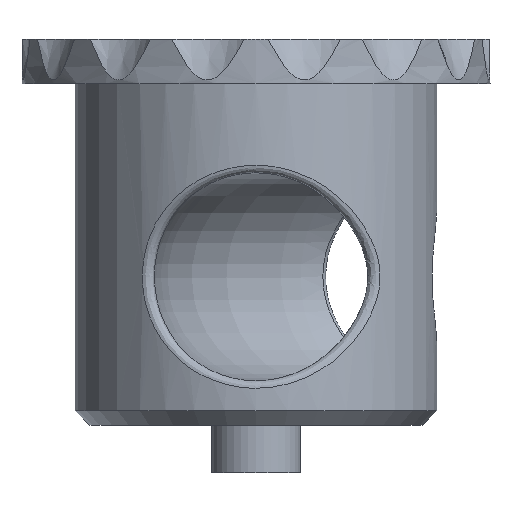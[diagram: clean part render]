
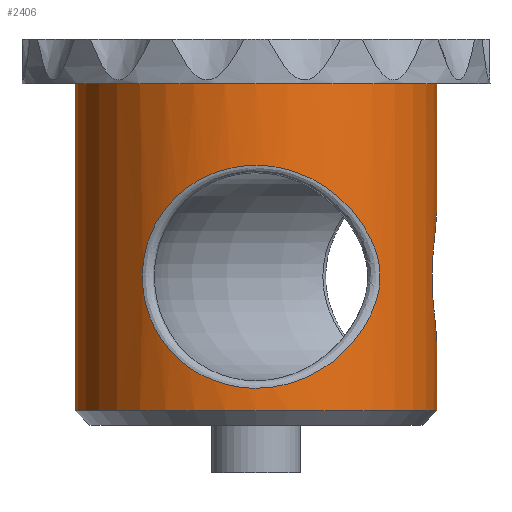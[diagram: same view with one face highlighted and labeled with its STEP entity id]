
A CAD part, left-side view. The second image highlights one B-rep face of the part: STEP entity #2406.
In plain terms, the highlighted cylindrical face has radius 12.175 mm (diameter 24.35 mm), a full revolution.
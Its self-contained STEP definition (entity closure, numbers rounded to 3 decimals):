
#15=FACE_BOUND('',#395,.T.);
#25=CYLINDRICAL_SURFACE('',#2492,12.175);
#32=CIRCLE('',#2490,12.175);
#33=CIRCLE('',#2491,12.175);
#34=CIRCLE('',#2493,12.175);
#35=CIRCLE('',#2494,12.175);
#263=FACE_OUTER_BOUND('',#394,.T.);
#394=EDGE_LOOP('',(#1970,#1971,#1972,#1973,#1974,#1975,#1976,#1977,#1978,
#1979,#1980));
#395=EDGE_LOOP('',(#1981));
#566=LINE('',#4846,#721);
#567=LINE('',#4867,#722);
#721=VECTOR('',#2766,12.175);
#722=VECTOR('',#2767,12.175);
#890=B_SPLINE_CURVE_WITH_KNOTS('',3,(#4848,#4849,#4850,#4851,#4852,#4853,
#4854,#4855,#4856,#4857,#4858,#4859,#4860,#4861),.UNSPECIFIED.,.F.,.F.,
(4,1,1,1,1,1,1,1,1,1,1,4),(-6.825,-6.503,-6.26,
-6.18,-5.857,-5.695,-5.534,
-5.372,-5.211,-4.888,-4.673,-4.518),
 .UNSPECIFIED.);
#891=B_SPLINE_CURVE_WITH_KNOTS('',3,(#4863,#4864,#4865,#4866),
 .UNSPECIFIED.,.F.,.F.,(4,4),(-2.305,-2.305),
 .UNSPECIFIED.);
#892=B_SPLINE_CURVE_WITH_KNOTS('',3,(#4868,#4869,#4870,#4871,#4872,#4873,
#4874,#4875,#4876,#4877,#4878,#4879),.UNSPECIFIED.,.F.,.F.,(4,1,1,1,1,1,
1,1,1,4),(-4.518,-4.457,-4.242,-4.027,
-3.596,-3.435,-3.273,-2.95,
-2.628,-2.305),.UNSPECIFIED.);
#893=B_SPLINE_CURVE_WITH_KNOTS('',3,(#4881,#4882,#4883,#4884,#4885,#4886,
#4887,#4888,#4889,#4890,#4891,#4892,#4893,#4894,#4895,#4896,#4897,#4898,
#4899,#4900,#4901,#4902),.UNSPECIFIED.,.T.,.F.,(4,1,1,1,1,1,1,1,1,1,1,1,
1,1,1,1,1,1,1,4),(-6.825,-6.503,-6.26,
-6.18,-5.857,-5.695,-5.534,-5.372,
-5.211,-4.888,-4.673,-4.457,
-4.242,-4.027,-3.596,-3.435,
-3.273,-2.95,-2.628,-2.305),
 .UNSPECIFIED.);
#1088=VERTEX_POINT('',#4835);
#1089=VERTEX_POINT('',#4837);
#1090=VERTEX_POINT('',#4841);
#1091=VERTEX_POINT('',#4842);
#1092=VERTEX_POINT('',#4845);
#1093=VERTEX_POINT('',#4847);
#1094=VERTEX_POINT('',#4862);
#1095=VERTEX_POINT('',#4880);
#1424=EDGE_CURVE('',#1088,#1089,#32,.T.);
#1425=EDGE_CURVE('',#1089,#1088,#33,.T.);
#1426=EDGE_CURVE('',#1090,#1091,#34,.T.);
#1427=EDGE_CURVE('',#1091,#1090,#35,.T.);
#1428=EDGE_CURVE('',#1091,#1092,#566,.T.);
#1429=EDGE_CURVE('',#1093,#1092,#890,.T.);
#1430=EDGE_CURVE('',#1094,#1093,#891,.T.);
#1431=EDGE_CURVE('',#1094,#1089,#567,.T.);
#1432=EDGE_CURVE('',#1092,#1094,#892,.T.);
#1433=EDGE_CURVE('',#1095,#1095,#893,.T.);
#1970=ORIENTED_EDGE('',*,*,#1426,.F.);
#1971=ORIENTED_EDGE('',*,*,#1427,.F.);
#1972=ORIENTED_EDGE('',*,*,#1428,.T.);
#1973=ORIENTED_EDGE('',*,*,#1429,.F.);
#1974=ORIENTED_EDGE('',*,*,#1430,.F.);
#1975=ORIENTED_EDGE('',*,*,#1431,.T.);
#1976=ORIENTED_EDGE('',*,*,#1424,.F.);
#1977=ORIENTED_EDGE('',*,*,#1425,.F.);
#1978=ORIENTED_EDGE('',*,*,#1431,.F.);
#1979=ORIENTED_EDGE('',*,*,#1432,.F.);
#1980=ORIENTED_EDGE('',*,*,#1428,.F.);
#1981=ORIENTED_EDGE('',*,*,#1433,.F.);
#2406=ADVANCED_FACE('',(#263,#15),#25,.T.);
#2490=AXIS2_PLACEMENT_3D('',#4838,#2756,#2757);
#2491=AXIS2_PLACEMENT_3D('',#4839,#2758,#2759);
#2492=AXIS2_PLACEMENT_3D('',#4840,#2760,#2761);
#2493=AXIS2_PLACEMENT_3D('',#4843,#2762,#2763);
#2494=AXIS2_PLACEMENT_3D('',#4844,#2764,#2765);
#2756=DIRECTION('center_axis',(0.,0.,-1.));
#2757=DIRECTION('ref_axis',(-1.,0.,0.));
#2758=DIRECTION('center_axis',(0.,0.,-1.));
#2759=DIRECTION('ref_axis',(-1.,0.,0.));
#2760=DIRECTION('center_axis',(0.,0.,1.));
#2761=DIRECTION('ref_axis',(1.,0.,0.));
#2762=DIRECTION('center_axis',(0.,0.,1.));
#2763=DIRECTION('ref_axis',(1.,0.,0.));
#2764=DIRECTION('center_axis',(0.,0.,1.));
#2765=DIRECTION('ref_axis',(1.,0.,0.));
#2766=DIRECTION('',(0.,0.,-1.));
#2767=DIRECTION('',(0.,0.,-1.));
#4835=CARTESIAN_POINT('',(12.175,0.,-9.));
#4837=CARTESIAN_POINT('',(-12.175,0.,-9.));
#4838=CARTESIAN_POINT('Origin',(0.,0.,-9.));
#4839=CARTESIAN_POINT('Origin',(0.,0.,-9.));
#4840=CARTESIAN_POINT('Origin',(0.,0.,0.));
#4841=CARTESIAN_POINT('',(12.175,0.,13.));
#4842=CARTESIAN_POINT('',(-12.175,0.,13.));
#4843=CARTESIAN_POINT('Origin',(0.,0.,13.));
#4844=CARTESIAN_POINT('Origin',(0.,0.,13.));
#4845=CARTESIAN_POINT('',(-12.175,0.,7.5));
#4846=CARTESIAN_POINT('',(-12.175,0.,0.));
#4847=CARTESIAN_POINT('',(-12.175,0.,-7.5));
#4848=CARTESIAN_POINT('Ctrl Pts',(-12.175,0.,
-7.5));
#4849=CARTESIAN_POINT('Ctrl Pts',(-12.175,-1.22,-7.501));
#4850=CARTESIAN_POINT('Ctrl Pts',(-11.836,-3.335,-7.001));
#4851=CARTESIAN_POINT('Ctrl Pts',(-11.019,-5.241,-5.713));
#4852=CARTESIAN_POINT('Ctrl Pts',(-10.138,-6.825,-4.151));
#4853=CARTESIAN_POINT('Ctrl Pts',(-9.281,-7.909,-2.542));
#4854=CARTESIAN_POINT('Ctrl Pts',(-8.761,-8.453,-0.266));
#4855=CARTESIAN_POINT('Ctrl Pts',(-8.991,-8.216,1.51));
#4856=CARTESIAN_POINT('Ctrl Pts',(-9.587,-7.531,3.045));
#4857=CARTESIAN_POINT('Ctrl Pts',(-10.495,-6.267,4.853));
#4858=CARTESIAN_POINT('Ctrl Pts',(-11.471,-4.382,6.437));
#4859=CARTESIAN_POINT('Ctrl Pts',(-12.073,-1.981,7.351));
#4860=CARTESIAN_POINT('Ctrl Pts',(-12.174,-0.583,
7.5));
#4861=CARTESIAN_POINT('Ctrl Pts',(-12.175,0.,
7.5));
#4862=CARTESIAN_POINT('',(-12.175,0.,-7.5));
#4863=CARTESIAN_POINT('Ctrl Pts',(-12.175,0.,
-7.5));
#4864=CARTESIAN_POINT('Ctrl Pts',(-12.175,0.,
-7.5));
#4865=CARTESIAN_POINT('Ctrl Pts',(-12.175,0.,
-7.5));
#4866=CARTESIAN_POINT('Ctrl Pts',(-12.175,0.,
-7.5));
#4867=CARTESIAN_POINT('',(-12.175,0.,0.));
#4868=CARTESIAN_POINT('Ctrl Pts',(-12.175,0.,
7.5));
#4869=CARTESIAN_POINT('Ctrl Pts',(-12.175,0.231,7.5));
#4870=CARTESIAN_POINT('Ctrl Pts',(-12.147,1.274,7.456));
#4871=CARTESIAN_POINT('Ctrl Pts',(-11.852,3.082,7.015));
#4872=CARTESIAN_POINT('Ctrl Pts',(-10.879,5.745,5.419));
#4873=CARTESIAN_POINT('Ctrl Pts',(-9.751,7.308,2.973));
#4874=CARTESIAN_POINT('Ctrl Pts',(-9.423,7.71,0.257));
#4875=CARTESIAN_POINT('Ctrl Pts',(-9.58,7.518,-2.099));
#4876=CARTESIAN_POINT('Ctrl Pts',(-10.495,6.324,-4.735));
#4877=CARTESIAN_POINT('Ctrl Pts',(-11.783,3.644,-6.926));
#4878=CARTESIAN_POINT('Ctrl Pts',(-12.175,1.22,-7.499));
#4879=CARTESIAN_POINT('Ctrl Pts',(-12.175,0.,
-7.5));
#4880=CARTESIAN_POINT('',(6.089,-10.543,7.5));
#4881=CARTESIAN_POINT('Ctrl Pts',(6.089,-10.543,7.5));
#4882=CARTESIAN_POINT('Ctrl Pts',(5.033,-11.153,7.501));
#4883=CARTESIAN_POINT('Ctrl Pts',(3.032,-11.917,7.002));
#4884=CARTESIAN_POINT('Ctrl Pts',(0.972,-12.163,5.715));
#4885=CARTESIAN_POINT('Ctrl Pts',(-0.84,-12.193,
4.153));
#4886=CARTESIAN_POINT('Ctrl Pts',(-2.208,-11.992,2.544));
#4887=CARTESIAN_POINT('Ctrl Pts',(-2.94,-11.814,0.268));
#4888=CARTESIAN_POINT('Ctrl Pts',(-2.621,-11.895,-1.508));
#4889=CARTESIAN_POINT('Ctrl Pts',(-1.73,-12.067,-3.043));
#4890=CARTESIAN_POINT('Ctrl Pts',(-0.182,-12.222,
-4.852));
#4891=CARTESIAN_POINT('Ctrl Pts',(1.938,-12.125,-6.436));
#4892=CARTESIAN_POINT('Ctrl Pts',(4.528,-11.387,-7.431));
#4893=CARTESIAN_POINT('Ctrl Pts',(6.729,-10.248,-7.594));
#4894=CARTESIAN_POINT('Ctrl Pts',(8.593,-8.724,-7.016));
#4895=CARTESIAN_POINT('Ctrl Pts',(10.414,-6.551,-5.42));
#4896=CARTESIAN_POINT('Ctrl Pts',(11.204,-4.792,-2.975));
#4897=CARTESIAN_POINT('Ctrl Pts',(11.388,-4.305,-0.259));
#4898=CARTESIAN_POINT('Ctrl Pts',(11.301,-4.537,2.095));
#4899=CARTESIAN_POINT('Ctrl Pts',(10.725,-5.926,4.733));
#4900=CARTESIAN_POINT('Ctrl Pts',(9.049,-8.381,6.926));
#4901=CARTESIAN_POINT('Ctrl Pts',(7.146,-9.933,7.499));
#4902=CARTESIAN_POINT('Ctrl Pts',(6.089,-10.543,7.5));
